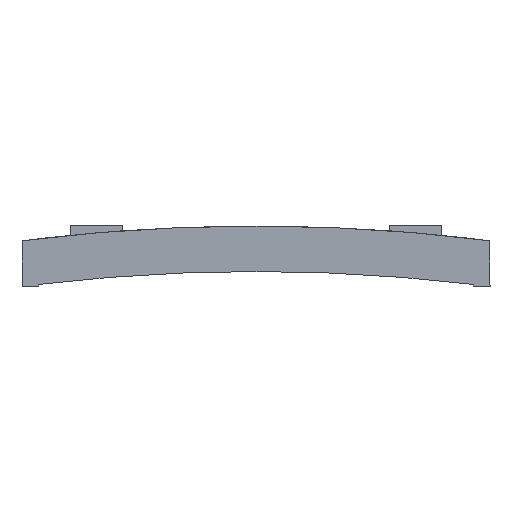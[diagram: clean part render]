
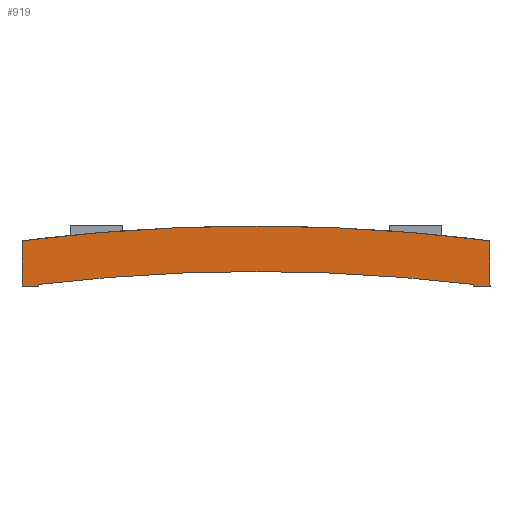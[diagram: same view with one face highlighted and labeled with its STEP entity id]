
A CAD part, left-side view. The second image highlights one B-rep face of the part: STEP entity #919.
In plain terms, the highlighted planar face has unit normal (-1, 0, 0).
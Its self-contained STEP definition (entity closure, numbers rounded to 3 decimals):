
#239 = DIRECTION ( 'NONE',  ( 0., 1., 0. ) ) ;
#240 = VECTOR ( 'NONE', #239, 1000. ) ;
#241 = CARTESIAN_POINT ( 'NONE',  ( 0., 167.061, -90.01 ) ) ;
#242 = LINE ( 'NONE', #241, #240 ) ;
#243 = DIRECTION ( 'NONE',  ( 0., 0., -1. ) ) ;
#244 = DIRECTION ( 'NONE',  ( 1., 0., 0. ) ) ;
#245 = CARTESIAN_POINT ( 'NONE',  ( 0., 167.061, -143.727 ) ) ;
#246 = AXIS2_PLACEMENT_3D ( 'NONE', #245, #244, #243 ) ;
#247 = CIRCLE ( 'NONE', #246, 55.506 ) ;
#264 = DIRECTION ( 'NONE',  ( 0., 0., 1. ) ) ;
#265 = VECTOR ( 'NONE', #264, 1000. ) ;
#266 = CARTESIAN_POINT ( 'NONE',  ( 0., 173.511, -100.392 ) ) ;
#267 = LINE ( 'NONE', #266, #265 ) ;
#272 = CARTESIAN_POINT ( 'NONE',  ( 0., 160.611, -90.01 ) ) ;
#276 = DIRECTION ( 'NONE',  ( 0., 0., -1. ) ) ;
#277 = DIRECTION ( 'NONE',  ( 1., 0., 0. ) ) ;
#278 = CARTESIAN_POINT ( 'NONE',  ( 0., 167.061, -100.392 ) ) ;
#279 = AXIS2_PLACEMENT_3D ( 'NONE', #278, #277, #276 ) ;
#299 = CARTESIAN_POINT ( 'NONE',  ( 0., 174.011, -90.01 ) ) ;
#300 = DIRECTION ( 'NONE',  ( 0., 1., 0. ) ) ;
#301 = VECTOR ( 'NONE', #300, 1000. ) ;
#302 = CARTESIAN_POINT ( 'NONE',  ( 0., 167.061, -90.01 ) ) ;
#303 = CARTESIAN_POINT ( 'NONE',  ( 0., 160.611, -100.392 ) ) ;
#304 = LINE ( 'NONE', #303, #318 ) ;
#306 = PLANE ( 'NONE',  #279 ) ;
#307 = FACE_OUTER_BOUND ( 'NONE', #920, .T. ) ;
#312 = LINE ( 'NONE', #330, #329 ) ;
#313 = DIRECTION ( 'NONE',  ( 0., 0., 1. ) ) ;
#314 = VECTOR ( 'NONE', #313, 1000. ) ;
#315 = CARTESIAN_POINT ( 'NONE',  ( 0., 174.011, -100.392 ) ) ;
#316 = LINE ( 'NONE', #315, #314 ) ;
#317 = DIRECTION ( 'NONE',  ( 0., 0., 1. ) ) ;
#318 = VECTOR ( 'NONE', #317, 1000. ) ;
#319 = CARTESIAN_POINT ( 'NONE',  ( 0., 174.011, -88.657 ) ) ;
#327 = CARTESIAN_POINT ( 'NONE',  ( 0., 160.111, -90.01 ) ) ;
#328 = DIRECTION ( 'NONE',  ( 0., 0., 1. ) ) ;
#329 = VECTOR ( 'NONE', #328, 1000. ) ;
#330 = CARTESIAN_POINT ( 'NONE',  ( 0., 160.111, -100.392 ) ) ;
#340 = LINE ( 'NONE', #302, #301 ) ;
#354 = CARTESIAN_POINT ( 'NONE',  ( 0., 160.611, -89.956 ) ) ;
#366 = CARTESIAN_POINT ( 'NONE',  ( 0., 173.511, -90.01 ) ) ;
#429 = EDGE_CURVE ( 'NONE', #669, #520, #1166, .T. ) ;
#520 = VERTEX_POINT ( 'NONE', #1278 ) ;
#583 = VERTEX_POINT ( 'NONE', #1469 ) ;
#585 = EDGE_CURVE ( 'NONE', #583, #586, #1458, .T. ) ;
#586 = VERTEX_POINT ( 'NONE', #1461 ) ;
#669 = VERTEX_POINT ( 'NONE', #1598 ) ;
#692 = EDGE_CURVE ( 'NONE', #520, #933, #1794, .T. ) ;
#919 = ADVANCED_FACE ( 'NONE', ( #307 ), #306, .F. ) ;
#920 = EDGE_LOOP ( 'NONE', ( #959, #1114, #998, #1057, #946, #947, #997, #1141, #943, #1060 ) ) ;
#927 = VERTEX_POINT ( 'NONE', #366 ) ;
#933 = VERTEX_POINT ( 'NONE', #354 ) ;
#942 = VERTEX_POINT ( 'NONE', #319 ) ;
#943 = ORIENTED_EDGE ( 'NONE', *, *, #944, .F. ) ;
#944 = EDGE_CURVE ( 'NONE', #1110, #933, #304, .T. ) ;
#945 = EDGE_CURVE ( 'NONE', #973, #942, #316, .T. ) ;
#946 = ORIENTED_EDGE ( 'NONE', *, *, #971, .F. ) ;
#947 = ORIENTED_EDGE ( 'NONE', *, *, #1115, .T. ) ;
#959 = ORIENTED_EDGE ( 'NONE', *, *, #960, .T. ) ;
#960 = EDGE_CURVE ( 'NONE', #961, #586, #312, .T. ) ;
#961 = VERTEX_POINT ( 'NONE', #327 ) ;
#971 = EDGE_CURVE ( 'NONE', #927, #973, #340, .T. ) ;
#973 = VERTEX_POINT ( 'NONE', #299 ) ;
#997 = ORIENTED_EDGE ( 'NONE', *, *, #429, .T. ) ;
#998 = ORIENTED_EDGE ( 'NONE', *, *, #1111, .F. ) ;
#1057 = ORIENTED_EDGE ( 'NONE', *, *, #945, .F. ) ;
#1060 = ORIENTED_EDGE ( 'NONE', *, *, #1112, .F. ) ;
#1110 = VERTEX_POINT ( 'NONE', #272 ) ;
#1111 = EDGE_CURVE ( 'NONE', #942, #583, #247, .T. ) ;
#1112 = EDGE_CURVE ( 'NONE', #961, #1110, #242, .T. ) ;
#1114 = ORIENTED_EDGE ( 'NONE', *, *, #585, .F. ) ;
#1115 = EDGE_CURVE ( 'NONE', #927, #669, #267, .T. ) ;
#1141 = ORIENTED_EDGE ( 'NONE', *, *, #692, .T. ) ;
#1162 = DIRECTION ( 'NONE',  ( 0., 0., -1. ) ) ;
#1165 = AXIS2_PLACEMENT_3D ( 'NONE', #1175, #1182, #1162 ) ;
#1166 = CIRCLE ( 'NONE', #1165, 54.156 ) ;
#1175 = CARTESIAN_POINT ( 'NONE',  ( 0., 167.061, -143.727 ) ) ;
#1182 = DIRECTION ( 'NONE',  ( 1., 0., 0. ) ) ;
#1278 = CARTESIAN_POINT ( 'NONE',  ( 0., 167.061, -89.57 ) ) ;
#1457 = AXIS2_PLACEMENT_3D ( 'NONE', #1460, #1465, #1459 ) ;
#1458 = CIRCLE ( 'NONE', #1457, 55.506 ) ;
#1459 = DIRECTION ( 'NONE',  ( 0., 0., -1. ) ) ;
#1460 = CARTESIAN_POINT ( 'NONE',  ( 0., 167.061, -143.727 ) ) ;
#1461 = CARTESIAN_POINT ( 'NONE',  ( 0., 160.111, -88.657 ) ) ;
#1465 = DIRECTION ( 'NONE',  ( 1., 0., 0. ) ) ;
#1469 = CARTESIAN_POINT ( 'NONE',  ( 0., 167.061, -88.22 ) ) ;
#1598 = CARTESIAN_POINT ( 'NONE',  ( 0., 173.511, -89.956 ) ) ;
#1738 = AXIS2_PLACEMENT_3D ( 'NONE', #1793, #1766, #1848 ) ;
#1766 = DIRECTION ( 'NONE',  ( 1., 0., 0. ) ) ;
#1793 = CARTESIAN_POINT ( 'NONE',  ( 0., 167.061, -143.727 ) ) ;
#1794 = CIRCLE ( 'NONE', #1738, 54.156 ) ;
#1848 = DIRECTION ( 'NONE',  ( 0., 0., -1. ) ) ;
